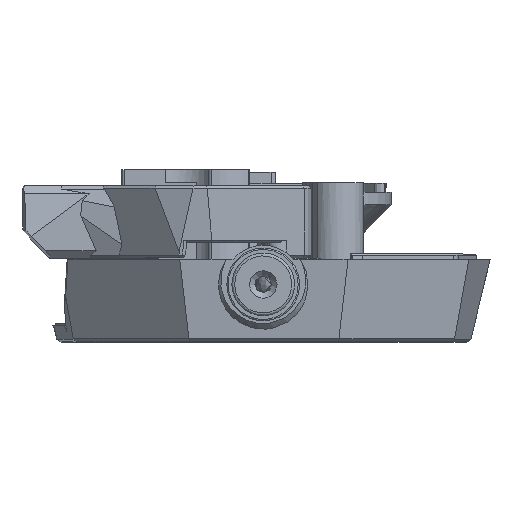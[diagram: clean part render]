
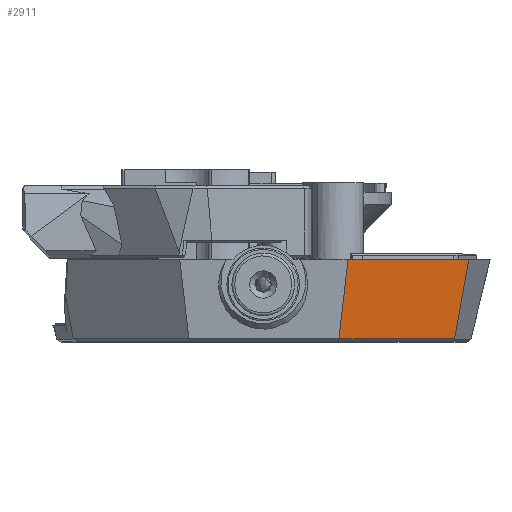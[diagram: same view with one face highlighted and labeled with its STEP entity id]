
A CAD part, top view. The second image highlights one B-rep face of the part: STEP entity #2911.
In plain terms, the highlighted planar face has unit normal (0.622, -0.139, 0.771).
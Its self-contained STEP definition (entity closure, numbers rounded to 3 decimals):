
#2194=PLANE('',#17584);
#2911=ADVANCED_FACE('',(#3939),#2194,.F.);
#3939=FACE_OUTER_BOUND('',#4804,.T.);
#4804=EDGE_LOOP('',(#10503,#10504,#10505,#10506,#10507));
#5397=LINE('',#22670,#6799);
#6044=LINE('',#26670,#7446);
#6045=LINE('',#26672,#7447);
#6046=LINE('',#26674,#7448);
#6047=LINE('',#26675,#7449);
#6799=VECTOR('',#18401,1.);
#7446=VECTOR('',#20288,1.);
#7447=VECTOR('',#20291,1.);
#7448=VECTOR('',#20292,1.);
#7449=VECTOR('',#20293,1.);
#10503=ORIENTED_EDGE('',*,*,#15627,.F.);
#10504=ORIENTED_EDGE('',*,*,#15628,.F.);
#10505=ORIENTED_EDGE('',*,*,#15626,.F.);
#10506=ORIENTED_EDGE('',*,*,#15629,.F.);
#10507=ORIENTED_EDGE('',*,*,#14592,.F.);
#13147=VERTEX_POINT('',#22651);
#13152=VERTEX_POINT('',#22669);
#13862=VERTEX_POINT('',#26666);
#13863=VERTEX_POINT('',#26669);
#13864=VERTEX_POINT('',#26673);
#14592=EDGE_CURVE('',#13152,#13147,#5397,.T.);
#15626=EDGE_CURVE('',#13863,#13862,#6044,.T.);
#15627=EDGE_CURVE('',#13864,#13152,#6045,.T.);
#15628=EDGE_CURVE('',#13862,#13864,#6046,.T.);
#15629=EDGE_CURVE('',#13147,#13863,#6047,.T.);
#17584=AXIS2_PLACEMENT_3D('',#26676,#20294,#20295);
#18401=DIRECTION('',(0.114,0.99,0.087));
#20288=DIRECTION('',(-0.176,-0.984,-0.035));
#20291=DIRECTION('',(-0.606,0.537,0.586));
#20292=DIRECTION('',(-0.778,0.,0.628));
#20293=DIRECTION('',(0.778,0.,-0.628));
#20294=DIRECTION('',(-0.622,0.139,-0.771));
#20295=DIRECTION('',(0.778,0.,-0.628));
#22651=CARTESIAN_POINT('',(12.181,134.5,190.991));
#22669=CARTESIAN_POINT('',(10.865,123.098,189.993));
#22670=CARTESIAN_POINT('',(12.131,134.074,190.954));
#26666=CARTESIAN_POINT('',(27.471,123.096,176.593));
#26669=CARTESIAN_POINT('',(29.515,134.5,177.003));
#26670=CARTESIAN_POINT('',(29.164,132.54,176.933));
#26672=CARTESIAN_POINT('',(9.793,124.048,191.03));
#26673=CARTESIAN_POINT('',(10.868,123.096,189.991));
#26674=CARTESIAN_POINT('',(19.123,123.096,183.329));
#26675=CARTESIAN_POINT('',(21.963,134.5,183.097));
#26676=CARTESIAN_POINT('',(22.252,137.85,183.469));
